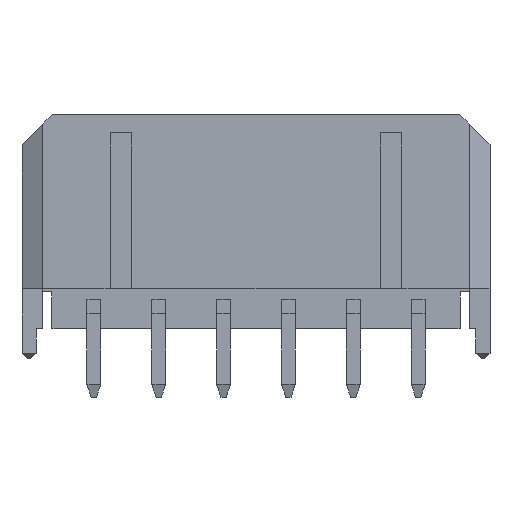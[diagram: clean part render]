
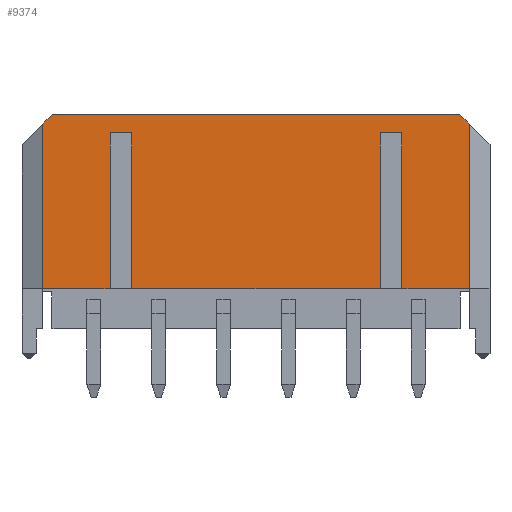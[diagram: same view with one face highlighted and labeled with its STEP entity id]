
A CAD part, front view. The second image highlights one B-rep face of the part: STEP entity #9374.
In plain terms, the highlighted planar face has unit normal (0, -1, 0).
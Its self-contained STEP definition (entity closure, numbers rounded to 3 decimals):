
#3193=DIRECTION('',(0.,0.,1.));
#3194=VECTOR('',#3193,7.2);
#3195=CARTESIAN_POINT('',(5.75,-1.93,-3.1));
#3196=LINE('',#3195,#3194);
#3197=DIRECTION('',(-1.,0.,0.));
#3198=VECTOR('',#3197,11.5);
#3199=CARTESIAN_POINT('',(5.75,-1.93,-3.1));
#3200=LINE('',#3199,#3198);
#3201=DIRECTION('',(0.,0.,1.));
#3202=VECTOR('',#3201,7.2);
#3203=CARTESIAN_POINT('',(-5.75,-1.93,-3.1));
#3204=LINE('',#3203,#3202);
#3205=DIRECTION('',(-1.,0.,0.));
#3206=VECTOR('',#3205,1.);
#3207=CARTESIAN_POINT('',(-5.75,-1.93,4.1));
#3208=LINE('',#3207,#3206);
#3209=DIRECTION('',(0.,0.,1.));
#3210=VECTOR('',#3209,7.2);
#3211=CARTESIAN_POINT('',(-6.75,-1.93,-3.1));
#3212=LINE('',#3211,#3210);
#3213=DIRECTION('',(-1.,0.,0.));
#3214=VECTOR('',#3213,3.11);
#3215=CARTESIAN_POINT('',(-6.75,-1.93,-3.1));
#3216=LINE('',#3215,#3214);
#3217=DIRECTION('',(0.,0.,1.));
#3218=VECTOR('',#3217,7.61);
#3219=CARTESIAN_POINT('',(-9.86,-1.93,-3.1));
#3220=LINE('',#3219,#3218);
#3221=DIRECTION('',(-0.707,0.,-0.707));
#3222=VECTOR('',#3221,0.622);
#3223=CARTESIAN_POINT('',(-9.42,-1.93,4.95));
#3224=LINE('',#3223,#3222);
#3225=DIRECTION('',(1.,0.,0.));
#3226=VECTOR('',#3225,18.84);
#3227=CARTESIAN_POINT('',(-9.42,-1.93,4.95));
#3228=LINE('',#3227,#3226);
#3229=DIRECTION('',(-0.707,0.,0.707));
#3230=VECTOR('',#3229,0.622);
#3231=CARTESIAN_POINT('',(9.86,-1.93,4.51));
#3232=LINE('',#3231,#3230);
#3233=DIRECTION('',(0.,0.,-1.));
#3234=VECTOR('',#3233,7.61);
#3235=CARTESIAN_POINT('',(9.86,-1.93,4.51));
#3236=LINE('',#3235,#3234);
#3237=DIRECTION('',(-1.,0.,0.));
#3238=VECTOR('',#3237,3.11);
#3239=CARTESIAN_POINT('',(9.86,-1.93,-3.1));
#3240=LINE('',#3239,#3238);
#3241=DIRECTION('',(0.,0.,1.));
#3242=VECTOR('',#3241,7.2);
#3243=CARTESIAN_POINT('',(6.75,-1.93,-3.1));
#3244=LINE('',#3243,#3242);
#3245=DIRECTION('',(-1.,0.,0.));
#3246=VECTOR('',#3245,1.);
#3247=CARTESIAN_POINT('',(6.75,-1.93,4.1));
#3248=LINE('',#3247,#3246);
#3785=CARTESIAN_POINT('',(5.75,-1.93,-3.1));
#3786=CARTESIAN_POINT('',(5.75,-1.93,4.1));
#3787=VERTEX_POINT('',#3785);
#3788=VERTEX_POINT('',#3786);
#3789=CARTESIAN_POINT('',(6.75,-1.93,-3.1));
#3790=CARTESIAN_POINT('',(6.75,-1.93,4.1));
#3791=VERTEX_POINT('',#3789);
#3792=VERTEX_POINT('',#3790);
#3913=CARTESIAN_POINT('',(-9.42,-1.93,4.95));
#3914=CARTESIAN_POINT('',(-9.86,-1.93,4.51));
#3915=VERTEX_POINT('',#3913);
#3916=VERTEX_POINT('',#3914);
#3917=CARTESIAN_POINT('',(9.86,-1.93,4.51));
#3918=CARTESIAN_POINT('',(9.42,-1.93,4.95));
#3919=VERTEX_POINT('',#3917);
#3920=VERTEX_POINT('',#3918);
#4013=CARTESIAN_POINT('',(-9.86,-1.93,-3.1));
#4014=VERTEX_POINT('',#4013);
#4015=CARTESIAN_POINT('',(9.86,-1.93,-3.1));
#4016=VERTEX_POINT('',#4015);
#4053=CARTESIAN_POINT('',(-5.75,-1.93,-3.1));
#4054=VERTEX_POINT('',#4053);
#4063=CARTESIAN_POINT('',(-5.75,-1.93,4.1));
#4064=CARTESIAN_POINT('',(-6.75,-1.93,4.1));
#4065=VERTEX_POINT('',#4063);
#4066=VERTEX_POINT('',#4064);
#4067=CARTESIAN_POINT('',(-6.75,-1.93,-3.1));
#4068=VERTEX_POINT('',#4067);
#9343=CARTESIAN_POINT('',(-10.82,-1.93,4.95));
#9344=DIRECTION('',(0.,-1.,0.));
#9345=DIRECTION('',(0.,0.,-1.));
#9346=AXIS2_PLACEMENT_3D('',#9343,#9344,#9345);
#9347=PLANE('',#9346);
#9349=ORIENTED_EDGE('',*,*,#9348,.F.);
#9351=ORIENTED_EDGE('',*,*,#9350,.T.);
#9353=ORIENTED_EDGE('',*,*,#9352,.T.);
#9355=ORIENTED_EDGE('',*,*,#9354,.T.);
#9357=ORIENTED_EDGE('',*,*,#9356,.F.);
#9359=ORIENTED_EDGE('',*,*,#9358,.T.);
#9361=ORIENTED_EDGE('',*,*,#9360,.T.);
#9362=ORIENTED_EDGE('',*,*,#9268,.F.);
#9363=ORIENTED_EDGE('',*,*,#5013,.T.);
#9364=ORIENTED_EDGE('',*,*,#9322,.F.);
#9365=ORIENTED_EDGE('',*,*,#9333,.T.);
#9367=ORIENTED_EDGE('',*,*,#9366,.T.);
#9369=ORIENTED_EDGE('',*,*,#9368,.T.);
#9371=ORIENTED_EDGE('',*,*,#9370,.T.);
#9372=EDGE_LOOP('',(#9349,#9351,#9353,#9355,#9357,#9359,#9361,#9362,#9363,#9364,
#9365,#9367,#9369,#9371));
#9373=FACE_OUTER_BOUND('',#9372,.F.);
#9374=ADVANCED_FACE('',(#9373),#9347,.T.);
#5013=EDGE_CURVE('',#3915,#3920,#3228,.T.);
#9268=EDGE_CURVE('',#3915,#3916,#3224,.T.);
#9322=EDGE_CURVE('',#3919,#3920,#3232,.T.);
#9333=EDGE_CURVE('',#3919,#4016,#3236,.T.);
#9348=EDGE_CURVE('',#3787,#3788,#3196,.T.);
#9350=EDGE_CURVE('',#3787,#4054,#3200,.T.);
#9352=EDGE_CURVE('',#4054,#4065,#3204,.T.);
#9354=EDGE_CURVE('',#4065,#4066,#3208,.T.);
#9356=EDGE_CURVE('',#4068,#4066,#3212,.T.);
#9358=EDGE_CURVE('',#4068,#4014,#3216,.T.);
#9360=EDGE_CURVE('',#4014,#3916,#3220,.T.);
#9366=EDGE_CURVE('',#4016,#3791,#3240,.T.);
#9368=EDGE_CURVE('',#3791,#3792,#3244,.T.);
#9370=EDGE_CURVE('',#3792,#3788,#3248,.T.);
